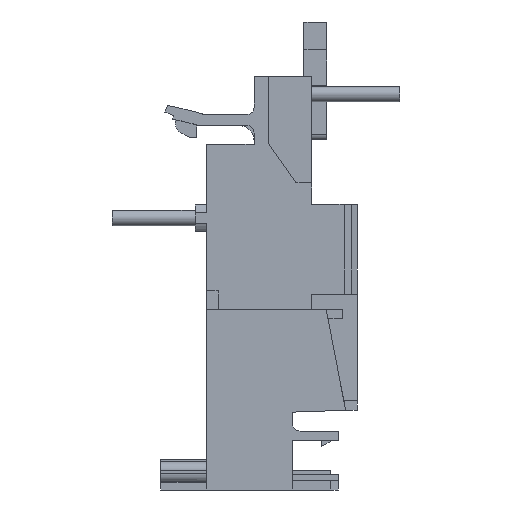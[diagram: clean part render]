
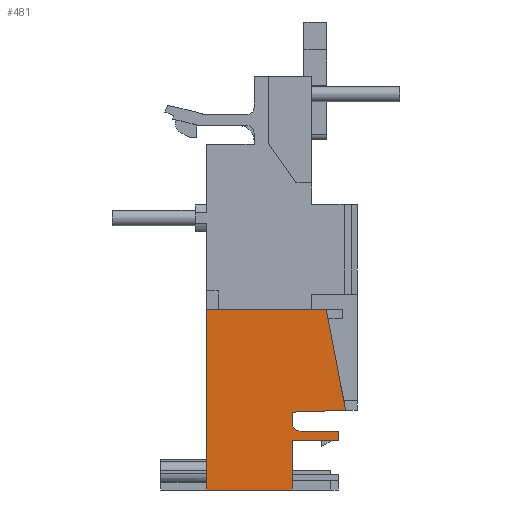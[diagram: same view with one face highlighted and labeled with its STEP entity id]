
A CAD part, left-side view. The second image highlights one B-rep face of the part: STEP entity #481.
In plain terms, the highlighted planar face has unit normal (-1, 0, 0).
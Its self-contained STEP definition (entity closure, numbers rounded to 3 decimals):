
#481 = ADVANCED_FACE( '', ( #1265 ), #1266, .F. );
#1265 = FACE_OUTER_BOUND( '', #2369, .T. );
#1266 = PLANE( '', #2370 );
#2369 = EDGE_LOOP( '', ( #3735, #3736, #3737, #3738, #3739, #3740, #3741, #3742, #3743, #3744, #3745 ) );
#2370 = AXIS2_PLACEMENT_3D( '', #3746, #3747, #3748 );
#3735 = ORIENTED_EDGE( '', *, *, #7170, .T. );
#3736 = ORIENTED_EDGE( '', *, *, #7171, .T. );
#3737 = ORIENTED_EDGE( '', *, *, #7172, .F. );
#3738 = ORIENTED_EDGE( '', *, *, #7173, .F. );
#3739 = ORIENTED_EDGE( '', *, *, #7174, .F. );
#3740 = ORIENTED_EDGE( '', *, *, #6918, .F. );
#3741 = ORIENTED_EDGE( '', *, *, #7175, .F. );
#3742 = ORIENTED_EDGE( '', *, *, #7176, .F. );
#3743 = ORIENTED_EDGE( '', *, *, #7177, .T. );
#3744 = ORIENTED_EDGE( '', *, *, #7178, .F. );
#3745 = ORIENTED_EDGE( '', *, *, #7179, .F. );
#3746 = CARTESIAN_POINT( '', ( 0., 0., 0. ) );
#3747 = DIRECTION( '', ( 1., 0., 0. ) );
#3748 = DIRECTION( '', ( 0., 0., -1. ) );
#6918 = EDGE_CURVE( '', #8354, #8341, #8356, .T. );
#7170 = EDGE_CURVE( '', #8808, #8809, #8810, .T. );
#7171 = EDGE_CURVE( '', #8809, #8811, #8812, .T. );
#7172 = EDGE_CURVE( '', #8813, #8811, #8814, .T. );
#7173 = EDGE_CURVE( '', #8815, #8813, #8816, .T. );
#7174 = EDGE_CURVE( '', #8341, #8815, #8817, .T. );
#7175 = EDGE_CURVE( '', #8818, #8354, #8819, .T. );
#7176 = EDGE_CURVE( '', #8820, #8818, #8821, .T. );
#7177 = EDGE_CURVE( '', #8820, #8822, #8823, .T. );
#7178 = EDGE_CURVE( '', #8824, #8822, #8825, .T. );
#7179 = EDGE_CURVE( '', #8808, #8824, #8826, .T. );
#8341 = VERTEX_POINT( '', #10487 );
#8354 = VERTEX_POINT( '', #10506 );
#8356 = LINE( '', #10509, #10510 );
#8808 = VERTEX_POINT( '', #11152 );
#8809 = VERTEX_POINT( '', #11153 );
#8810 = LINE( '', #11154, #11155 );
#8811 = VERTEX_POINT( '', #11156 );
#8812 = LINE( '', #11157, #11158 );
#8813 = VERTEX_POINT( '', #11159 );
#8814 = LINE( '', #11160, #11161 );
#8815 = VERTEX_POINT( '', #11162 );
#8816 = LINE( '', #11163, #11164 );
#8817 = LINE( '', #11165, #11166 );
#8818 = VERTEX_POINT( '', #11167 );
#8819 = LINE( '', #11168, #11169 );
#8820 = VERTEX_POINT( '', #11170 );
#8821 = LINE( '', #11171, #11172 );
#8822 = VERTEX_POINT( '', #11173 );
#8823 = CIRCLE( '', #11174, 1. );
#8824 = VERTEX_POINT( '', #11175 );
#8825 = LINE( '', #11176, #11177 );
#8826 = LINE( '', #11178, #11179 );
#10487 = CARTESIAN_POINT( '', ( 0., 8.46, 6.5 ) );
#10506 = CARTESIAN_POINT( '', ( 0., 2.46, 6.5 ) );
#10509 = CARTESIAN_POINT( '', ( 0., 2.46, 6.5 ) );
#10510 = VECTOR( '', #13562, 1000. );
#11152 = CARTESIAN_POINT( '', ( 0., 1.5, 10.41 ) );
#11153 = CARTESIAN_POINT( '', ( 0., 4.054, 23.55 ) );
#11154 = CARTESIAN_POINT( '', ( 0., 1.5, 10.41 ) );
#11155 = VECTOR( '', #13819, 1000. );
#11156 = CARTESIAN_POINT( '', ( 0., 19.66, 23.55 ) );
#11157 = CARTESIAN_POINT( '', ( 0., 0., 23.55 ) );
#11158 = VECTOR( '', #13820, 1000. );
#11159 = CARTESIAN_POINT( '', ( 0., 19.66, 0. ) );
#11160 = CARTESIAN_POINT( '', ( 0., 19.66, 4. ) );
#11161 = VECTOR( '', #13821, 1000. );
#11162 = CARTESIAN_POINT( '', ( 0., 8.46, 0. ) );
#11163 = CARTESIAN_POINT( '', ( 0., 2.46, 0. ) );
#11164 = VECTOR( '', #13822, 1000. );
#11165 = CARTESIAN_POINT( '', ( 0., 8.46, 10.167 ) );
#11166 = VECTOR( '', #13823, 1000. );
#11167 = CARTESIAN_POINT( '', ( 0., 2.46, 7.7 ) );
#11168 = CARTESIAN_POINT( '', ( 0., 2.46, 7.7 ) );
#11169 = VECTOR( '', #13824, 1000. );
#11170 = CARTESIAN_POINT( '', ( 0., 7.46, 7.7 ) );
#11171 = CARTESIAN_POINT( '', ( 0., 7.46, 7.7 ) );
#11172 = VECTOR( '', #13825, 1000. );
#11173 = CARTESIAN_POINT( '', ( 0., 8.46, 8.7 ) );
#11174 = AXIS2_PLACEMENT_3D( '', #13826, #13827, #13828 );
#11175 = CARTESIAN_POINT( '', ( 0., 8.46, 10.167 ) );
#11176 = CARTESIAN_POINT( '', ( 0., 8.46, 10.167 ) );
#11177 = VECTOR( '', #13829, 1000. );
#11178 = CARTESIAN_POINT( '', ( 0., 1.5, 10.41 ) );
#11179 = VECTOR( '', #13830, 1000. );
#13562 = DIRECTION( '', ( 0., 1., 0. ) );
#13819 = DIRECTION( '', ( 0., 0.191, 0.982 ) );
#13820 = DIRECTION( '', ( 0., 1., 0. ) );
#13821 = DIRECTION( '', ( 0., 0., 1. ) );
#13822 = DIRECTION( '', ( 0., 1., 0. ) );
#13823 = DIRECTION( '', ( 0., 0., -1. ) );
#13824 = DIRECTION( '', ( 0., 0., -1. ) );
#13825 = DIRECTION( '', ( 0., -1., 0. ) );
#13826 = CARTESIAN_POINT( '', ( 0., 7.46, 8.7 ) );
#13827 = DIRECTION( '', ( 1., 0., 0. ) );
#13828 = DIRECTION( '', ( 0., 0., -1. ) );
#13829 = DIRECTION( '', ( 0., 0., -1. ) );
#13830 = DIRECTION( '', ( 0., 0.999, -0.035 ) );
